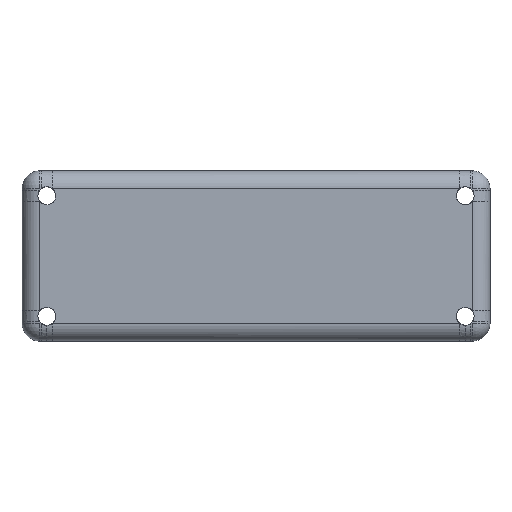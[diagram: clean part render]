
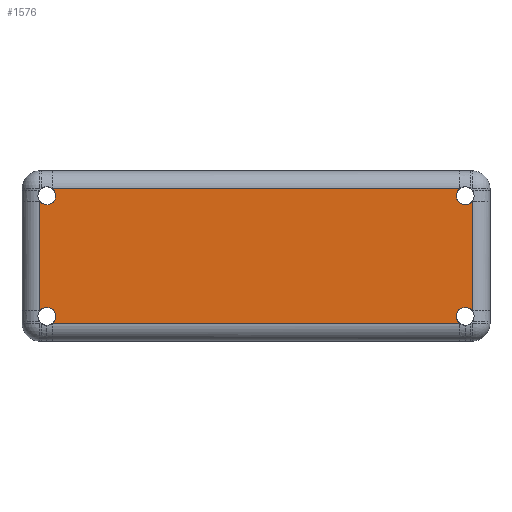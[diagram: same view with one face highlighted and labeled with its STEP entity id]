
A CAD part, left-side view. The second image highlights one B-rep face of the part: STEP entity #1576.
In plain terms, the highlighted planar face has unit normal (-1, 0, 0).
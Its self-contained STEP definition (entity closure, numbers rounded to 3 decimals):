
#338 = VERTEX_POINT('',#339);
#339 = CARTESIAN_POINT('',(-12.,-28.733,9.5));
#396 = VERTEX_POINT('',#397);
#397 = CARTESIAN_POINT('',(-12.,28.733,9.5));
#405 = EDGE_CURVE('',#396,#338,#406,.T.);
#406 = LINE('',#407,#408);
#407 = CARTESIAN_POINT('',(-12.,33.,9.5));
#408 = VECTOR('',#409,1.);
#409 = DIRECTION('',(0.,-1.,0.));
#1399 = EDGE_CURVE('',#1400,#338,#1402,.T.);
#1400 = VERTEX_POINT('',#1401);
#1401 = CARTESIAN_POINT('',(-12.,-29.5,7.24));
#1402 = CIRCLE('',#1403,1.26);
#1403 = AXIS2_PLACEMENT_3D('',#1404,#1405,#1406);
#1404 = CARTESIAN_POINT('',(-12.,-29.5,8.5));
#1405 = DIRECTION('',(1.,0.,0.));
#1406 = DIRECTION('',(0.,0.,-1.));
#1548 = EDGE_CURVE('',#1549,#1400,#1551,.T.);
#1549 = VERTEX_POINT('',#1550);
#1550 = CARTESIAN_POINT('',(-12.,-30.5,7.733));
#1551 = CIRCLE('',#1552,1.26);
#1552 = AXIS2_PLACEMENT_3D('',#1553,#1554,#1555);
#1553 = CARTESIAN_POINT('',(-12.,-29.5,8.5));
#1554 = DIRECTION('',(1.,0.,0.));
#1555 = DIRECTION('',(0.,0.,-1.));
#1576 = ADVANCED_FACE('',(#1577),#1640,.F.);
#1577 = FACE_BOUND('',#1578,.F.);
#1578 = EDGE_LOOP('',(#1579,#1590,#1597,#1598,#1599,#1600,#1608,#1617,
    #1625,#1634));
#1579 = ORIENTED_EDGE('',*,*,#1580,.F.);
#1580 = EDGE_CURVE('',#1581,#1583,#1585,.T.);
#1581 = VERTEX_POINT('',#1582);
#1582 = CARTESIAN_POINT('',(-12.,29.5,7.24));
#1583 = VERTEX_POINT('',#1584);
#1584 = CARTESIAN_POINT('',(-12.,30.5,7.733));
#1585 = CIRCLE('',#1586,1.26);
#1586 = AXIS2_PLACEMENT_3D('',#1587,#1588,#1589);
#1587 = CARTESIAN_POINT('',(-12.,29.5,8.5));
#1588 = DIRECTION('',(1.,0.,0.));
#1589 = DIRECTION('',(0.,0.,-1.));
#1590 = ORIENTED_EDGE('',*,*,#1591,.F.);
#1591 = EDGE_CURVE('',#396,#1581,#1592,.T.);
#1592 = CIRCLE('',#1593,1.26);
#1593 = AXIS2_PLACEMENT_3D('',#1594,#1595,#1596);
#1594 = CARTESIAN_POINT('',(-12.,29.5,8.5));
#1595 = DIRECTION('',(1.,0.,0.));
#1596 = DIRECTION('',(0.,0.,-1.));
#1597 = ORIENTED_EDGE('',*,*,#405,.T.);
#1598 = ORIENTED_EDGE('',*,*,#1399,.F.);
#1599 = ORIENTED_EDGE('',*,*,#1548,.F.);
#1600 = ORIENTED_EDGE('',*,*,#1601,.F.);
#1601 = EDGE_CURVE('',#1602,#1549,#1604,.T.);
#1602 = VERTEX_POINT('',#1603);
#1603 = CARTESIAN_POINT('',(-12.,-30.5,-7.733));
#1604 = LINE('',#1605,#1606);
#1605 = CARTESIAN_POINT('',(-12.,-30.5,-12.));
#1606 = VECTOR('',#1607,1.);
#1607 = DIRECTION('',(0.,0.,1.));
#1608 = ORIENTED_EDGE('',*,*,#1609,.F.);
#1609 = EDGE_CURVE('',#1610,#1602,#1612,.T.);
#1610 = VERTEX_POINT('',#1611);
#1611 = CARTESIAN_POINT('',(-12.,-28.733,-9.5));
#1612 = CIRCLE('',#1613,1.26);
#1613 = AXIS2_PLACEMENT_3D('',#1614,#1615,#1616);
#1614 = CARTESIAN_POINT('',(-12.,-29.5,-8.5));
#1615 = DIRECTION('',(1.,0.,0.));
#1616 = DIRECTION('',(0.,0.,-1.));
#1617 = ORIENTED_EDGE('',*,*,#1618,.F.);
#1618 = EDGE_CURVE('',#1619,#1610,#1621,.T.);
#1619 = VERTEX_POINT('',#1620);
#1620 = CARTESIAN_POINT('',(-12.,28.733,-9.5));
#1621 = LINE('',#1622,#1623);
#1622 = CARTESIAN_POINT('',(-12.,33.,-9.5));
#1623 = VECTOR('',#1624,1.);
#1624 = DIRECTION('',(0.,-1.,0.));
#1625 = ORIENTED_EDGE('',*,*,#1626,.F.);
#1626 = EDGE_CURVE('',#1627,#1619,#1629,.T.);
#1627 = VERTEX_POINT('',#1628);
#1628 = CARTESIAN_POINT('',(-12.,30.5,-7.733));
#1629 = CIRCLE('',#1630,1.26);
#1630 = AXIS2_PLACEMENT_3D('',#1631,#1632,#1633);
#1631 = CARTESIAN_POINT('',(-12.,29.5,-8.5));
#1632 = DIRECTION('',(1.,0.,0.));
#1633 = DIRECTION('',(0.,0.,-1.));
#1634 = ORIENTED_EDGE('',*,*,#1635,.T.);
#1635 = EDGE_CURVE('',#1627,#1583,#1636,.T.);
#1636 = LINE('',#1637,#1638);
#1637 = CARTESIAN_POINT('',(-12.,30.5,-12.));
#1638 = VECTOR('',#1639,1.);
#1639 = DIRECTION('',(0.,0.,1.));
#1640 = PLANE('',#1641);
#1641 = AXIS2_PLACEMENT_3D('',#1642,#1643,#1644);
#1642 = CARTESIAN_POINT('',(-12.,33.,-12.));
#1643 = DIRECTION('',(1.,0.,0.));
#1644 = DIRECTION('',(0.,-1.,0.));
